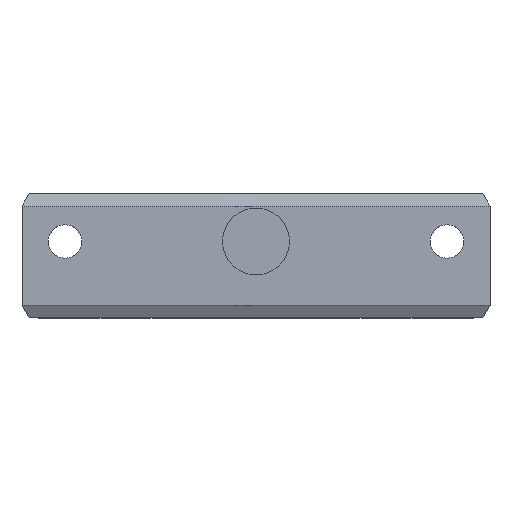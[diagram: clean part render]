
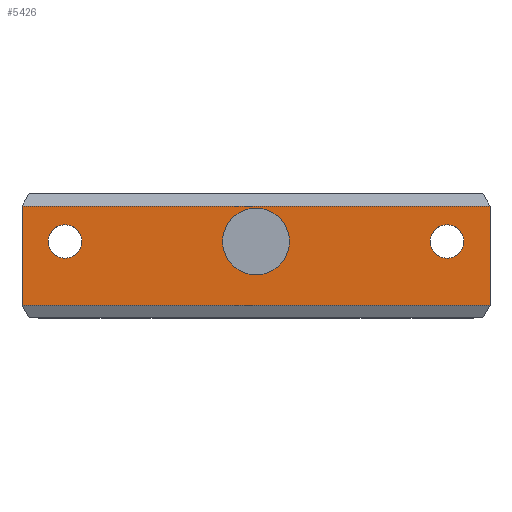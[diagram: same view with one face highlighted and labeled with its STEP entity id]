
A CAD part, top view. The second image highlights one B-rep face of the part: STEP entity #5426.
In plain terms, the highlighted planar face has unit normal (0, 0, 1).
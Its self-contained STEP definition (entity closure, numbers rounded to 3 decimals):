
#117=FACE_BOUND('',#810,.T.);
#118=FACE_BOUND('',#811,.T.);
#119=FACE_BOUND('',#812,.T.);
#232=PLANE('',#5736);
#512=FACE_OUTER_BOUND('',#809,.T.);
#809=EDGE_LOOP('',(#4246,#4247,#4248,#4249));
#810=EDGE_LOOP('',(#4250));
#811=EDGE_LOOP('',(#4251));
#812=EDGE_LOOP('',(#4252));
#1224=LINE('',#8247,#1891);
#1338=LINE('',#8499,#2005);
#1339=LINE('',#8502,#2006);
#1340=LINE('',#8503,#2007);
#1891=VECTOR('',#6370,10.);
#2005=VECTOR('',#6554,10.);
#2006=VECTOR('',#6557,10.);
#2007=VECTOR('',#6558,10.);
#2305=CIRCLE('',#5681,3.5);
#2307=CIRCLE('',#5684,1.75);
#2308=CIRCLE('',#5686,1.75);
#2383=VERTEX_POINT('',#7330);
#2537=VERTEX_POINT('',#7983);
#2539=VERTEX_POINT('',#7989);
#2540=VERTEX_POINT('',#7993);
#2568=VERTEX_POINT('',#8243);
#2671=VERTEX_POINT('',#8497);
#2672=VERTEX_POINT('',#8501);
#3083=EDGE_CURVE('',#2537,#2537,#2305,.T.);
#3087=EDGE_CURVE('',#2539,#2539,#2307,.T.);
#3089=EDGE_CURVE('',#2540,#2540,#2308,.T.);
#3145=EDGE_CURVE('',#2568,#2383,#1224,.T.);
#3261=EDGE_CURVE('',#2383,#2671,#1338,.T.);
#3262=EDGE_CURVE('',#2671,#2672,#1339,.T.);
#3263=EDGE_CURVE('',#2568,#2672,#1340,.T.);
#4246=ORIENTED_EDGE('',*,*,#3262,.T.);
#4247=ORIENTED_EDGE('',*,*,#3263,.F.);
#4248=ORIENTED_EDGE('',*,*,#3145,.T.);
#4249=ORIENTED_EDGE('',*,*,#3261,.T.);
#4250=ORIENTED_EDGE('',*,*,#3089,.F.);
#4251=ORIENTED_EDGE('',*,*,#3087,.F.);
#4252=ORIENTED_EDGE('',*,*,#3083,.F.);
#5426=ADVANCED_FACE('',(#512,#117,#118,#119),#232,.F.);
#5681=AXIS2_PLACEMENT_3D('',#7984,#6286,#6287);
#5684=AXIS2_PLACEMENT_3D('',#7991,#6294,#6295);
#5686=AXIS2_PLACEMENT_3D('',#7995,#6299,#6300);
#5736=AXIS2_PLACEMENT_3D('',#8500,#6555,#6556);
#6286=DIRECTION('center_axis',(0.,0.,1.));
#6287=DIRECTION('ref_axis',(1.,0.,0.));
#6294=DIRECTION('center_axis',(0.,0.,1.));
#6295=DIRECTION('ref_axis',(1.,0.,0.));
#6299=DIRECTION('center_axis',(0.,0.,1.));
#6300=DIRECTION('ref_axis',(1.,0.,0.));
#6370=DIRECTION('',(1.,0.,0.));
#6554=DIRECTION('',(0.,1.,0.));
#6555=DIRECTION('center_axis',(0.,0.,-1.));
#6556=DIRECTION('ref_axis',(-1.,0.,0.));
#6557=DIRECTION('',(-1.,0.,0.));
#6558=DIRECTION('',(0.,1.,0.));
#7330=CARTESIAN_POINT('',(24.5,1.299,0.));
#7983=CARTESIAN_POINT('',(-3.5,8.,0.));
#7984=CARTESIAN_POINT('Origin',(0.,8.,0.));
#7989=CARTESIAN_POINT('',(-21.75,8.,0.));
#7991=CARTESIAN_POINT('Origin',(-20.,8.,0.));
#7993=CARTESIAN_POINT('',(18.25,8.,0.));
#7995=CARTESIAN_POINT('Origin',(20.,8.,0.));
#8243=CARTESIAN_POINT('',(-24.5,1.299,0.));
#8247=CARTESIAN_POINT('',(0.,1.299,0.));
#8497=CARTESIAN_POINT('',(24.5,11.701,0.));
#8499=CARTESIAN_POINT('',(24.5,0.,0.));
#8500=CARTESIAN_POINT('Origin',(0.,0.,0.));
#8501=CARTESIAN_POINT('',(-24.5,11.701,0.));
#8502=CARTESIAN_POINT('',(0.,11.701,0.));
#8503=CARTESIAN_POINT('',(-24.5,0.,0.));
